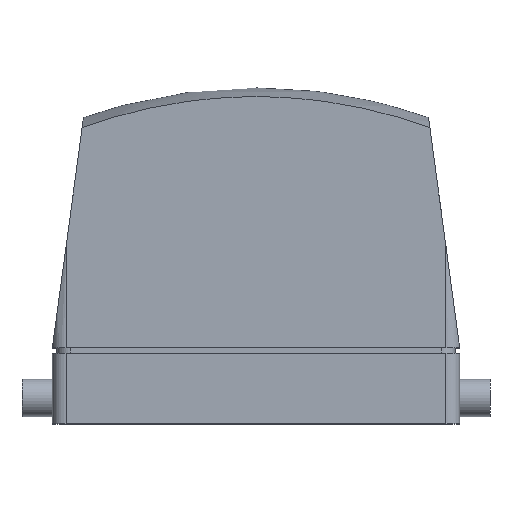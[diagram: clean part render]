
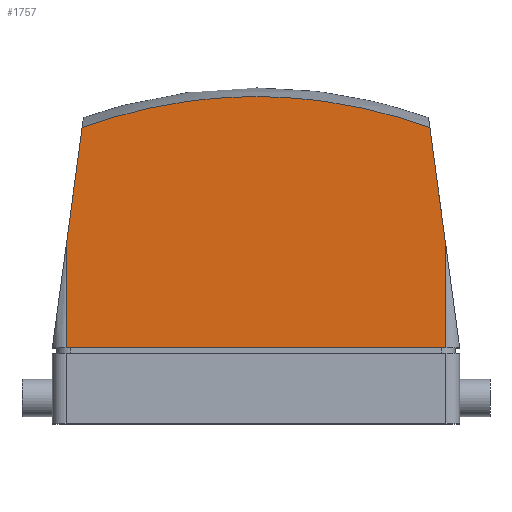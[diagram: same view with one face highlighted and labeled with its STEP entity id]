
A CAD part, top view. The second image highlights one B-rep face of the part: STEP entity #1757.
In plain terms, the highlighted planar face has unit normal (0, 0, 1).
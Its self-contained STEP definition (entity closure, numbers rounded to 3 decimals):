
#292 = EDGE_CURVE ( 'NONE', #1890, #1891, #1344, .T. ) ;
#294 = EDGE_CURVE ( 'NONE', #1890, #1893, #1343, .T. ) ;
#295 = EDGE_CURVE ( 'NONE', #1893, #1880, #2357, .T. ) ;
#318 = CARTESIAN_POINT ( 'NONE',  ( 47., -41.117, 43.5 ) ) ;
#338 = DIRECTION ( 'NONE',  ( 0.134, 0.991, 0. ) ) ;
#344 = CARTESIAN_POINT ( 'NONE',  ( 0., 17.55, 43.5 ) ) ;
#365 = DIRECTION ( 'NONE',  ( 0., -1., 0. ) ) ;
#371 = CARTESIAN_POINT ( 'NONE',  ( 3.2, 65.55, 43.5 ) ) ;
#740 = DIRECTION ( 'NONE',  ( 1., 0., 0. ) ) ;
#828 = DIRECTION ( 'NONE',  ( 0., 0., -1. ) ) ;
#1230 = FACE_OUTER_BOUND ( 'NONE', #2128, .T. ) ;
#1234 = LINE ( 'NONE', #2765, #2262 ) ;
#1235 = LINE ( 'NONE', #2767, #2265 ) ;
#1237 = LINE ( 'NONE', #2769, #2267 ) ;
#1343 = LINE ( 'NONE', #344, #2352 ) ;
#1344 = LINE ( 'NONE', #371, #2355 ) ;
#1750 = EDGE_CURVE ( 'NONE', #1891, #1881, #1237, .T. ) ;
#1751 = EDGE_CURVE ( 'NONE', #1762, #1881, #1235, .T. ) ;
#1752 = EDGE_CURVE ( 'NONE', #1880, #1762, #1234, .T. ) ;
#1757 = ADVANCED_FACE ( 'NONE', ( #1230 ), #2872, .F. ) ;
#1762 = VERTEX_POINT ( 'NONE', #2891 ) ;
#1778 = ORIENTED_EDGE ( 'NONE', *, *, #1752, .F. ) ;
#1779 = ORIENTED_EDGE ( 'NONE', *, *, #1751, .F. ) ;
#1784 = ORIENTED_EDGE ( 'NONE', *, *, #292, .T. ) ;
#1787 = ORIENTED_EDGE ( 'NONE', *, *, #295, .F. ) ;
#1841 = ORIENTED_EDGE ( 'NONE', *, *, #294, .F. ) ;
#1880 = VERTEX_POINT ( 'NONE', #2706 ) ;
#1881 = VERTEX_POINT ( 'NONE', #2714 ) ;
#1890 = VERTEX_POINT ( 'NONE', #2680 ) ;
#1891 = VERTEX_POINT ( 'NONE', #2679 ) ;
#1893 = VERTEX_POINT ( 'NONE', #2677 ) ;
#2031 = ORIENTED_EDGE ( 'NONE', *, *, #1750, .T. ) ;
#2128 = EDGE_LOOP ( 'NONE', ( #1787, #1841, #1784, #2031, #1779, #1778 ) ) ;
#2259 = AXIS2_PLACEMENT_3D ( 'NONE', #2879, #2878, #2877 ) ;
#2262 = VECTOR ( 'NONE', #2764, 1000. ) ;
#2265 = VECTOR ( 'NONE', #2766, 1000. ) ;
#2267 = VECTOR ( 'NONE', #2768, 1000. ) ;
#2350 = AXIS2_PLACEMENT_3D ( 'NONE', #318, #828, #740 ) ;
#2352 = VECTOR ( 'NONE', #338, 1000. ) ;
#2355 = VECTOR ( 'NONE', #365, 1000. ) ;
#2357 = CIRCLE ( 'NONE', #2350, 116.583 ) ;
#2677 = CARTESIAN_POINT ( 'NONE',  ( 6.877, 68.345, 43.5 ) ) ;
#2679 = CARTESIAN_POINT ( 'NONE',  ( 3.2, 17.55, 43.5 ) ) ;
#2680 = CARTESIAN_POINT ( 'NONE',  ( 3.2, 41.187, 43.5 ) ) ;
#2706 = CARTESIAN_POINT ( 'NONE',  ( 87.123, 68.345, 43.5 ) ) ;
#2714 = CARTESIAN_POINT ( 'NONE',  ( 90.8, 17.55, 43.5 ) ) ;
#2764 = DIRECTION ( 'NONE',  ( 0.134, -0.991, 0. ) ) ;
#2765 = CARTESIAN_POINT ( 'NONE',  ( 94., 17.55, 43.5 ) ) ;
#2766 = DIRECTION ( 'NONE',  ( 0., -1., 0. ) ) ;
#2767 = CARTESIAN_POINT ( 'NONE',  ( 90.8, 65.55, 43.5 ) ) ;
#2768 = DIRECTION ( 'NONE',  ( 1., 0., 0. ) ) ;
#2769 = CARTESIAN_POINT ( 'NONE',  ( 3.2, 17.55, 43.5 ) ) ;
#2872 = PLANE ( 'NONE',  #2259 ) ;
#2877 = DIRECTION ( 'NONE',  ( -1., 0., 0. ) ) ;
#2878 = DIRECTION ( 'NONE',  ( 0., 0., -1. ) ) ;
#2879 = CARTESIAN_POINT ( 'NONE',  ( 3.2, 65.55, 43.5 ) ) ;
#2891 = CARTESIAN_POINT ( 'NONE',  ( 90.8, 41.187, 43.5 ) ) ;
